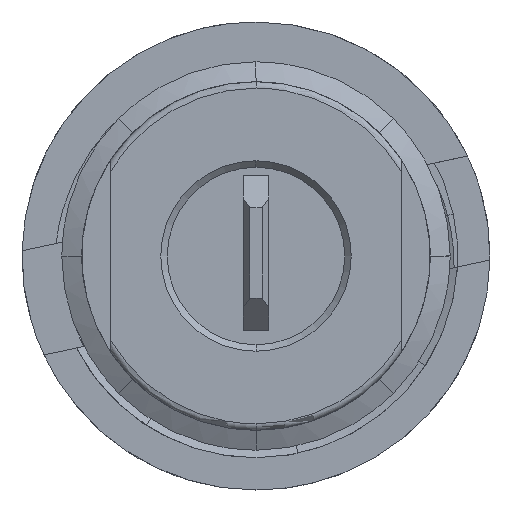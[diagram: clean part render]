
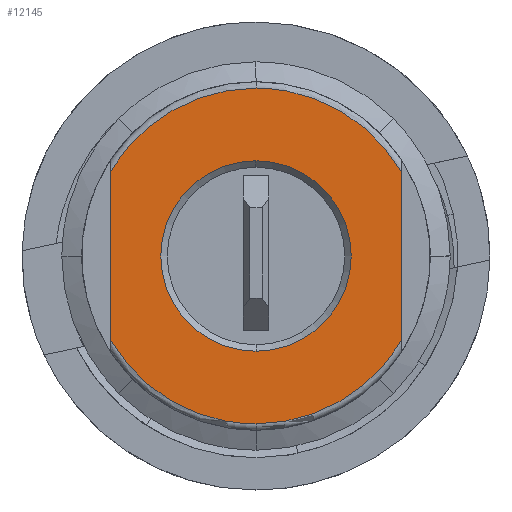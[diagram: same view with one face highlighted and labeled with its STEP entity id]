
A CAD part, front view. The second image highlights one B-rep face of the part: STEP entity #12145.
In plain terms, the highlighted planar face has unit normal (0, -1, 0).
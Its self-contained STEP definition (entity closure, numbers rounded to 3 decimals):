
#11748=AXIS2_PLACEMENT_3D('Circle Axis2P3D',#11746,#11747,$) ;
#11779=AXIS2_PLACEMENT_3D('Circle Axis2P3D',#11777,#11778,$) ;
#12059=AXIS2_PLACEMENT_3D('Plane Axis2P3D',#12056,#12057,#12058) ;
#11746=CARTESIAN_POINT('Axis2P3D Location',(0.,0.,0.)) ;
#11750=CARTESIAN_POINT('Vertex',(0.,0.,2.95)) ;
#11752=CARTESIAN_POINT('Vertex',(0.,0.,-2.95)) ;
#11777=CARTESIAN_POINT('Axis2P3D Location',(0.,0.,0.)) ;
#12056=CARTESIAN_POINT('Axis2P3D Location',(0.,0.,0.)) ;
#12062=CARTESIAN_POINT('Control Point',(-4.5,0.,-2.606)) ;
#12063=CARTESIAN_POINT('Control Point',(-4.22,0.,-3.089)) ;
#12064=CARTESIAN_POINT('Control Point',(-3.875,0.,-3.535)) ;
#12065=CARTESIAN_POINT('Control Point',(-3.472,0.,-3.932)) ;
#12066=CARTESIAN_POINT('Control Point',(-2.593,0.,-4.589)) ;
#12067=CARTESIAN_POINT('Control Point',(-1.576,0.,-4.998)) ;
#12068=CARTESIAN_POINT('Control Point',(-1.058,0.,-5.133)) ;
#12069=CARTESIAN_POINT('Control Point',(-0.529,0.,-5.2)) ;
#12070=CARTESIAN_POINT('Control Point',(0.,0.,-5.2)) ;
#12071=CARTESIAN_POINT('Vertex',(-4.5,0.,-2.606)) ;
#12073=CARTESIAN_POINT('Vertex',(0.,0.,-5.2)) ;
#12077=CARTESIAN_POINT('Control Point',(0.,0.,-5.2)) ;
#12078=CARTESIAN_POINT('Control Point',(0.029,0.,-5.2)) ;
#12079=CARTESIAN_POINT('Control Point',(0.059,0.,-5.2)) ;
#12080=CARTESIAN_POINT('Control Point',(0.088,0.,-5.199)) ;
#12081=CARTESIAN_POINT('Control Point',(0.676,0.,-5.187)) ;
#12082=CARTESIAN_POINT('Control Point',(1.261,0.,-5.091)) ;
#12083=CARTESIAN_POINT('Control Point',(1.802,0.,-4.926)) ;
#12084=CARTESIAN_POINT('Control Point',(2.772,0.,-4.479)) ;
#12085=CARTESIAN_POINT('Control Point',(3.598,0.,-3.805)) ;
#12086=CARTESIAN_POINT('Control Point',(3.947,0.,-3.441)) ;
#12087=CARTESIAN_POINT('Control Point',(4.25,0.,-3.038)) ;
#12088=CARTESIAN_POINT('Control Point',(4.5,0.,-2.606)) ;
#12089=CARTESIAN_POINT('Vertex',(4.5,0.,-2.606)) ;
#12092=CARTESIAN_POINT('Line Origine',(4.5,0.,0.)) ;
#12096=CARTESIAN_POINT('Vertex',(4.5,0.,2.606)) ;
#12100=CARTESIAN_POINT('Control Point',(4.5,0.,2.606)) ;
#12101=CARTESIAN_POINT('Control Point',(4.22,0.,3.089)) ;
#12102=CARTESIAN_POINT('Control Point',(3.875,0.,3.535)) ;
#12103=CARTESIAN_POINT('Control Point',(3.472,0.,3.932)) ;
#12104=CARTESIAN_POINT('Control Point',(2.593,0.,4.589)) ;
#12105=CARTESIAN_POINT('Control Point',(1.576,0.,4.998)) ;
#12106=CARTESIAN_POINT('Control Point',(1.058,0.,5.133)) ;
#12107=CARTESIAN_POINT('Control Point',(0.529,0.,5.2)) ;
#12108=CARTESIAN_POINT('Control Point',(0.,0.,5.2)) ;
#12109=CARTESIAN_POINT('Vertex',(0.,0.,5.2)) ;
#12113=CARTESIAN_POINT('Control Point',(0.,0.,5.2)) ;
#12114=CARTESIAN_POINT('Control Point',(-0.029,0.,5.2)) ;
#12115=CARTESIAN_POINT('Control Point',(-0.059,0.,5.2)) ;
#12116=CARTESIAN_POINT('Control Point',(-0.088,0.,5.199)) ;
#12117=CARTESIAN_POINT('Control Point',(-0.676,0.,5.187)) ;
#12118=CARTESIAN_POINT('Control Point',(-1.261,0.,5.091)) ;
#12119=CARTESIAN_POINT('Control Point',(-1.802,0.,4.926)) ;
#12120=CARTESIAN_POINT('Control Point',(-2.772,0.,4.479)) ;
#12121=CARTESIAN_POINT('Control Point',(-3.598,0.,3.805)) ;
#12122=CARTESIAN_POINT('Control Point',(-3.947,0.,3.441)) ;
#12123=CARTESIAN_POINT('Control Point',(-4.25,0.,3.038)) ;
#12124=CARTESIAN_POINT('Control Point',(-4.5,0.,2.606)) ;
#12125=CARTESIAN_POINT('Vertex',(-4.5,0.,2.606)) ;
#12128=CARTESIAN_POINT('Line Origine',(-4.5,0.,0.)) ;
#11747=DIRECTION('Axis2P3D Direction',(0.,-1.,0.)) ;
#11778=DIRECTION('Axis2P3D Direction',(0.,-1.,0.)) ;
#12057=DIRECTION('Axis2P3D Direction',(0.,1.,0.)) ;
#12058=DIRECTION('Axis2P3D XDirection',(0.,0.,1.)) ;
#12093=DIRECTION('Vector Direction',(0.,0.,-1.)) ;
#12129=DIRECTION('Vector Direction',(0.,0.,1.)) ;
#12094=VECTOR('Line Direction',#12093,1.) ;
#12130=VECTOR('Line Direction',#12129,1.) ;
#12134=ORIENTED_EDGE('',*,*,#12075,.T.) ;
#12135=ORIENTED_EDGE('',*,*,#12091,.T.) ;
#12136=ORIENTED_EDGE('',*,*,#12098,.F.) ;
#12137=ORIENTED_EDGE('',*,*,#12111,.T.) ;
#12138=ORIENTED_EDGE('',*,*,#12127,.T.) ;
#12139=ORIENTED_EDGE('',*,*,#12132,.F.) ;
#12142=ORIENTED_EDGE('',*,*,#11781,.T.) ;
#12143=ORIENTED_EDGE('',*,*,#11754,.T.) ;
#12144=FACE_BOUND('',#12141,.T.) ;
#12145=ADVANCED_FACE('',(#12140,#12144),#12060,.F.) ;
#12061=B_SPLINE_CURVE_WITH_KNOTS('',5,(#12062,#12063,#12064,#12065,#12066,#12067,#12068,#12069,#12070),.UNSPECIFIED.,.F.,.U.,(6,3,6),(0.,3.95,7.691),.UNSPECIFIED.) ;
#12076=B_SPLINE_CURVE_WITH_KNOTS('',5,(#12077,#12078,#12079,#12080,#12081,#12082,#12083,#12084,#12085,#12086,#12087,#12088),.UNSPECIFIED.,.F.,.U.,(6,3,3,6),(7.691,7.899,11.849,15.383),.UNSPECIFIED.) ;
#12099=B_SPLINE_CURVE_WITH_KNOTS('',5,(#12100,#12101,#12102,#12103,#12104,#12105,#12106,#12107,#12108),.UNSPECIFIED.,.F.,.U.,(6,3,6),(0.,3.95,7.691),.UNSPECIFIED.) ;
#12112=B_SPLINE_CURVE_WITH_KNOTS('',5,(#12113,#12114,#12115,#12116,#12117,#12118,#12119,#12120,#12121,#12122,#12123,#12124),.UNSPECIFIED.,.F.,.U.,(6,3,3,6),(7.691,7.899,11.849,15.383),.UNSPECIFIED.) ;
#11749=CIRCLE('generated circle',#11748,2.95) ;
#11780=CIRCLE('generated circle',#11779,2.95) ;
#11754=EDGE_CURVE('',#11751,#11753,#11749,.F.) ;
#11781=EDGE_CURVE('',#11753,#11751,#11780,.F.) ;
#12075=EDGE_CURVE('',#12072,#12074,#12061,.T.) ;
#12091=EDGE_CURVE('',#12074,#12090,#12076,.T.) ;
#12098=EDGE_CURVE('',#12097,#12090,#12095,.T.) ;
#12111=EDGE_CURVE('',#12097,#12110,#12099,.T.) ;
#12127=EDGE_CURVE('',#12110,#12126,#12112,.T.) ;
#12132=EDGE_CURVE('',#12072,#12126,#12131,.T.) ;
#12133=EDGE_LOOP('',(#12134,#12135,#12136,#12137,#12138,#12139)) ;
#12141=EDGE_LOOP('',(#12142,#12143)) ;
#12140=FACE_OUTER_BOUND('',#12133,.T.) ;
#12095=LINE('Line',#12092,#12094) ;
#12131=LINE('Line',#12128,#12130) ;
#12060=PLANE('Plane',#12059) ;
#11751=VERTEX_POINT('',#11750) ;
#11753=VERTEX_POINT('',#11752) ;
#12072=VERTEX_POINT('',#12071) ;
#12074=VERTEX_POINT('',#12073) ;
#12090=VERTEX_POINT('',#12089) ;
#12097=VERTEX_POINT('',#12096) ;
#12110=VERTEX_POINT('',#12109) ;
#12126=VERTEX_POINT('',#12125) ;
